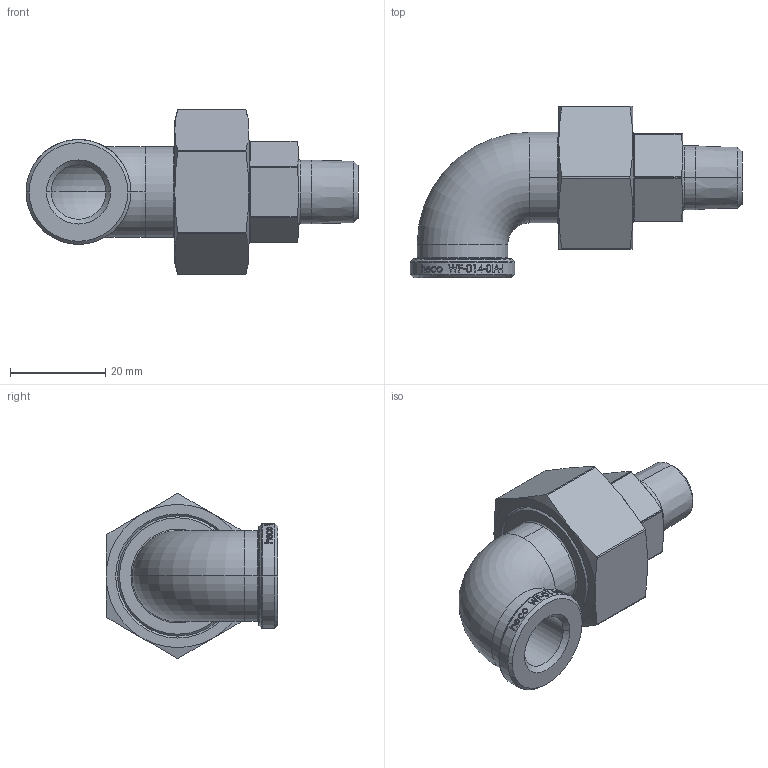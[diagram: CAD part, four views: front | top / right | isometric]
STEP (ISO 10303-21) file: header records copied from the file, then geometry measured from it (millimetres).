
FILE_DESCRIPTION (( 'STEP AP214' ), '1' );
FILE_NAME ('WF-014-0IA-I 1709.STEP', '2017-09-28T13:08:11', ( '' ), ( '' ), 'SwSTEP 2.0', 'SolidWorks 2016', '' );
FILE_SCHEMA (( 'AUTOMOTIVE_DESIGN' ));
Length unit declared in the file: millimetre
Products named in the file (1): WF-014-0IA-I 1709
Bounding box: 69.6 x 36 x 34.55 mm (x, y, z)
Volume: 17867.2 mm3; surface area: 9568 mm2
Topology: 1 solids, 1 shells, 301 faces, 740 edges, 473 vertices
Faces by surface type: plane 91, cylinder 77, bspline 73, cone 34, torus 26
Entity records: 16394 total; most frequent: CARTESIAN_POINT 8198, ORIENTED_EDGE 1480, DIRECTION 1125, EDGE_CURVE 740, VERTEX_POINT 473, AXIS2_PLACEMENT_3D 466, EDGE_LOOP 335, FACE_OUTER_BOUND 301
